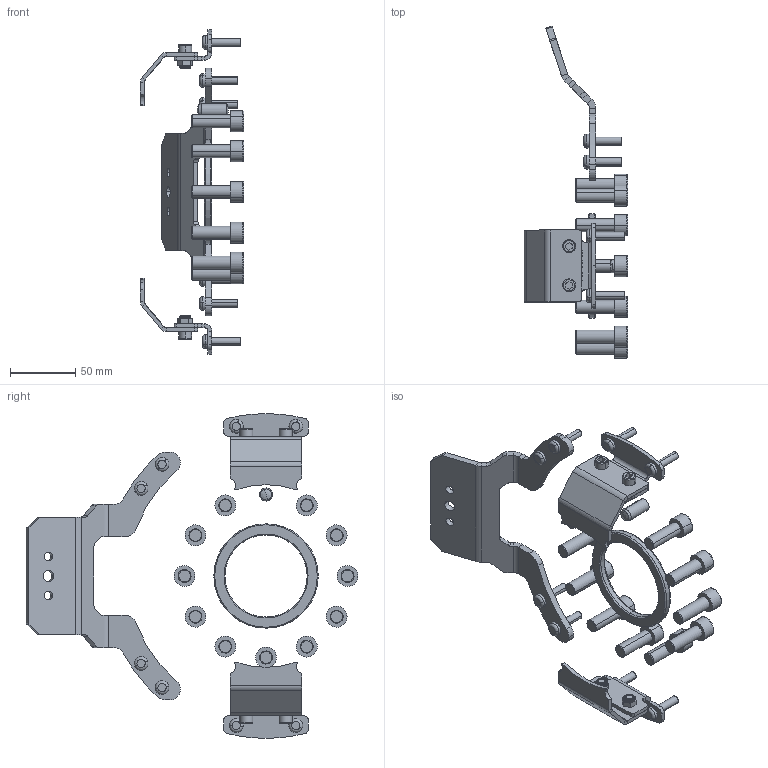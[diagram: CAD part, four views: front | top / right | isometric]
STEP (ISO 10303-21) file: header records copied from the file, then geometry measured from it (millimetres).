
FILE_DESCRIPTION (( 'STEP AP214' ), '1' );
FILE_NAME ('P5514.STEP', '2022-03-23T11:33:37', ( '' ), ( '' ), 'SwSTEP 2.0', 'SolidWorks 2019', '' );
FILE_SCHEMA (( 'AUTOMOTIVE_DESIGN' ));
Length unit declared in the file: millimetre
Products named in the file (10): P0183-183; KT-PT 6x25 WN1452 T25_STEP; CPK 10x24 m6; P0183-184; P5514; P0183-138; MC6S 10x30; MC6S 6x12; P0196-026; M6M M6 l嶓 Locking
Assembly tree (34 placements, depth 2):
  P5514
    P0183-183  x2
    MC6S 6x12  x4
    M6M M6 l嶓 Locking  x4
    KT-PT 6x25 WN1452 T25_STEP  x8
    CPK 10x24 m6
    P0183-138
    P0183-184  x2
    MC6S 10x30  x11
    P0196-026
Bounding box: 79.45 x 254.58 x 249 mm (x, y, z)
Volume: 148423.7 mm3; surface area: 87665.3 mm2
Topology: 34 solids, 34 shells, 1188 faces, 2836 edges, 1824 vertices
Faces by surface type: plane 516, bspline 292, cylinder 250, torus 78, cone 48, sphere 4
Entity records: 23160 total; most frequent: CARTESIAN_POINT 11475, ORIENTED_EDGE 2460, DIRECTION 1970, EDGE_CURVE 1230, VERTEX_POINT 794, VECTOR 672, LINE 672, AXIS2_PLACEMENT_3D 649
